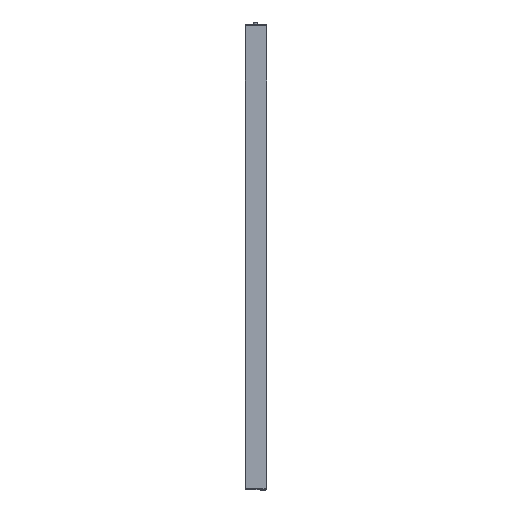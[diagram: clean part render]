
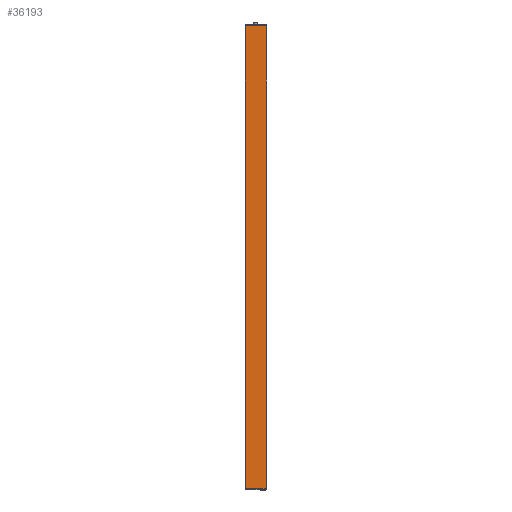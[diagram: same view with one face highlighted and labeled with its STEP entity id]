
A CAD part, left-side view. The second image highlights one B-rep face of the part: STEP entity #36193.
In plain terms, the highlighted planar face has unit normal (-1, 0.024, 0).
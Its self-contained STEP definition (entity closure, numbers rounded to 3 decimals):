
#3169 = VECTOR ( 'NONE', #21480, 1000. ) ;
#6008 = VERTEX_POINT ( 'NONE', #7146 ) ;
#6016 = VERTEX_POINT ( 'NONE', #23312 ) ;
#7146 = CARTESIAN_POINT ( 'NONE',  ( -5.227, 36.312, 417. ) ) ;
#7699 = VERTEX_POINT ( 'NONE', #45681 ) ;
#10212 = DIRECTION ( 'NONE',  ( 1., -0.024, 0. ) ) ;
#13834 = DIRECTION ( 'NONE',  ( 0.024, 1., 0. ) ) ;
#15069 = CARTESIAN_POINT ( 'NONE',  ( -6.102, -0.281, -417. ) ) ;
#15103 = EDGE_CURVE ( 'NONE', #7699, #6008, #55061, .T. ) ;
#15112 = AXIS2_PLACEMENT_3D ( 'NONE', #22742, #10212, #13834 ) ;
#15487 = DIRECTION ( 'NONE',  ( 0.024, 1., 0. ) ) ;
#17450 = EDGE_CURVE ( 'NONE', #25948, #6008, #48770, .T. ) ;
#17935 = ORIENTED_EDGE ( 'NONE', *, *, #41619, .T. ) ;
#21480 = DIRECTION ( 'NONE',  ( 0., 0., 1. ) ) ;
#22742 = CARTESIAN_POINT ( 'NONE',  ( -6.102, -0.281, -417. ) ) ;
#23312 = CARTESIAN_POINT ( 'NONE',  ( -6.102, -0.281, -417. ) ) ;
#25125 = ORIENTED_EDGE ( 'NONE', *, *, #15103, .F. ) ;
#25948 = VERTEX_POINT ( 'NONE', #27418 ) ;
#26114 = VECTOR ( 'NONE', #28986, 1000. ) ;
#26803 = LINE ( 'NONE', #31306, #52866 ) ;
#26916 = PLANE ( 'NONE',  #15112 ) ;
#27418 = CARTESIAN_POINT ( 'NONE',  ( -6.102, -0.281, 417. ) ) ;
#28986 = DIRECTION ( 'NONE',  ( 0.024, 1., 0. ) ) ;
#31306 = CARTESIAN_POINT ( 'NONE',  ( -6.102, -0.281, -417. ) ) ;
#31854 = DIRECTION ( 'NONE',  ( 0., 0., 1. ) ) ;
#31979 = FACE_OUTER_BOUND ( 'NONE', #48964, .T. ) ;
#32247 = CARTESIAN_POINT ( 'NONE',  ( -6.102, -0.281, 417. ) ) ;
#36193 = ADVANCED_FACE ( 'NONE', ( #31979 ), #26916, .F. ) ;
#41619 = EDGE_CURVE ( 'NONE', #6016, #25948, #26803, .T. ) ;
#43042 = CARTESIAN_POINT ( 'NONE',  ( -5.227, 36.312, -417. ) ) ;
#43278 = EDGE_CURVE ( 'NONE', #6016, #7699, #53372, .T. ) ;
#45681 = CARTESIAN_POINT ( 'NONE',  ( -5.227, 36.312, -417. ) ) ;
#45811 = VECTOR ( 'NONE', #15487, 1000. ) ;
#48770 = LINE ( 'NONE', #32247, #45811 ) ;
#48964 = EDGE_LOOP ( 'NONE', ( #49304, #25125, #51145, #17935 ) ) ;
#49304 = ORIENTED_EDGE ( 'NONE', *, *, #17450, .T. ) ;
#51145 = ORIENTED_EDGE ( 'NONE', *, *, #43278, .F. ) ;
#52866 = VECTOR ( 'NONE', #31854, 1000. ) ;
#53372 = LINE ( 'NONE', #15069, #26114 ) ;
#55061 = LINE ( 'NONE', #43042, #3169 ) ;
